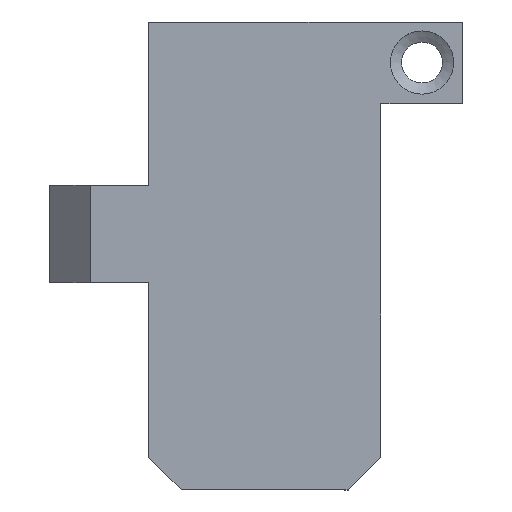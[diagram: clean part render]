
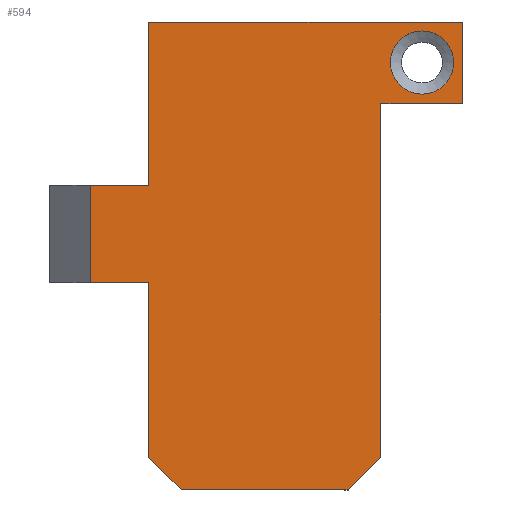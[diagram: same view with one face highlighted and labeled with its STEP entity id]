
A CAD part, top view. The second image highlights one B-rep face of the part: STEP entity #594.
In plain terms, the highlighted planar face has unit normal (0, 0, 1).
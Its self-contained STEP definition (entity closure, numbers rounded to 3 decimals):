
#21=FACE_BOUND('',#71,.T.);
#26=CIRCLE('',#629,0.775);
#38=FACE_OUTER_BOUND('',#70,.T.);
#70=EDGE_LOOP('',(#404,#405,#406,#407,#408,#409,#410,#411,#412,#413,#414,
#415,#416,#417,#418,#419));
#71=EDGE_LOOP('',(#420));
#107=LINE('',#837,#182);
#109=LINE('',#841,#184);
#112=LINE('',#847,#187);
#113=LINE('',#849,#188);
#114=LINE('',#851,#189);
#115=LINE('',#853,#190);
#116=LINE('',#855,#191);
#117=LINE('',#857,#192);
#118=LINE('',#859,#193);
#119=LINE('',#861,#194);
#120=LINE('',#863,#195);
#121=LINE('',#865,#196);
#122=LINE('',#867,#197);
#123=LINE('',#869,#198);
#124=LINE('',#871,#199);
#125=LINE('',#872,#200);
#182=VECTOR('',#674,10.);
#184=VECTOR('',#678,10.);
#187=VECTOR('',#683,10.);
#188=VECTOR('',#684,10.);
#189=VECTOR('',#685,10.);
#190=VECTOR('',#686,10.);
#191=VECTOR('',#687,10.);
#192=VECTOR('',#688,10.);
#193=VECTOR('',#689,10.);
#194=VECTOR('',#690,10.);
#195=VECTOR('',#691,10.);
#196=VECTOR('',#692,10.);
#197=VECTOR('',#693,10.);
#198=VECTOR('',#694,10.);
#199=VECTOR('',#695,10.);
#200=VECTOR('',#696,10.);
#257=VERTEX_POINT('',#834);
#258=VERTEX_POINT('',#836);
#259=VERTEX_POINT('',#840);
#261=VERTEX_POINT('',#846);
#262=VERTEX_POINT('',#848);
#263=VERTEX_POINT('',#850);
#264=VERTEX_POINT('',#852);
#265=VERTEX_POINT('',#854);
#266=VERTEX_POINT('',#856);
#267=VERTEX_POINT('',#858);
#268=VERTEX_POINT('',#860);
#269=VERTEX_POINT('',#862);
#270=VERTEX_POINT('',#864);
#271=VERTEX_POINT('',#866);
#272=VERTEX_POINT('',#868);
#273=VERTEX_POINT('',#870);
#274=VERTEX_POINT('',#873);
#313=EDGE_CURVE('',#257,#258,#107,.T.);
#315=EDGE_CURVE('',#258,#259,#109,.T.);
#318=EDGE_CURVE('',#261,#257,#112,.T.);
#319=EDGE_CURVE('',#262,#261,#113,.T.);
#320=EDGE_CURVE('',#263,#262,#114,.T.);
#321=EDGE_CURVE('',#264,#263,#115,.T.);
#322=EDGE_CURVE('',#265,#264,#116,.T.);
#323=EDGE_CURVE('',#266,#265,#117,.T.);
#324=EDGE_CURVE('',#267,#266,#118,.T.);
#325=EDGE_CURVE('',#267,#268,#119,.F.);
#326=EDGE_CURVE('',#268,#269,#120,.F.);
#327=EDGE_CURVE('',#269,#270,#121,.F.);
#328=EDGE_CURVE('',#271,#270,#122,.T.);
#329=EDGE_CURVE('',#271,#272,#123,.F.);
#330=EDGE_CURVE('',#273,#272,#124,.T.);
#331=EDGE_CURVE('',#259,#273,#125,.T.);
#332=EDGE_CURVE('',#274,#274,#26,.T.);
#404=ORIENTED_EDGE('',*,*,#313,.F.);
#405=ORIENTED_EDGE('',*,*,#318,.F.);
#406=ORIENTED_EDGE('',*,*,#319,.F.);
#407=ORIENTED_EDGE('',*,*,#320,.F.);
#408=ORIENTED_EDGE('',*,*,#321,.F.);
#409=ORIENTED_EDGE('',*,*,#322,.F.);
#410=ORIENTED_EDGE('',*,*,#323,.F.);
#411=ORIENTED_EDGE('',*,*,#324,.F.);
#412=ORIENTED_EDGE('',*,*,#325,.T.);
#413=ORIENTED_EDGE('',*,*,#326,.T.);
#414=ORIENTED_EDGE('',*,*,#327,.T.);
#415=ORIENTED_EDGE('',*,*,#328,.F.);
#416=ORIENTED_EDGE('',*,*,#329,.T.);
#417=ORIENTED_EDGE('',*,*,#330,.F.);
#418=ORIENTED_EDGE('',*,*,#331,.F.);
#419=ORIENTED_EDGE('',*,*,#315,.F.);
#420=ORIENTED_EDGE('',*,*,#332,.T.);
#568=PLANE('',#628);
#594=ADVANCED_FACE('',(#38,#21),#568,.F.);
#628=AXIS2_PLACEMENT_3D('',#845,#681,#682);
#629=AXIS2_PLACEMENT_3D('',#874,#697,#698);
#674=DIRECTION('',(-0.707,0.707,0.));
#678=DIRECTION('',(0.,1.,0.));
#681=DIRECTION('center_axis',(0.,0.,-1.));
#682=DIRECTION('ref_axis',(-1.,0.,0.));
#683=DIRECTION('',(-1.,0.,0.));
#684=DIRECTION('',(0.,-1.,0.));
#685=DIRECTION('',(-1.,0.,0.));
#686=DIRECTION('',(0.,1.,0.));
#687=DIRECTION('',(-1.,0.,0.));
#688=DIRECTION('',(-0.707,-0.707,0.));
#689=DIRECTION('',(0.,-1.,0.));
#690=DIRECTION('',(-1.,0.,0.));
#691=DIRECTION('',(0.,-1.,0.));
#692=DIRECTION('',(1.,0.,0.));
#693=DIRECTION('',(0.,1.,0.));
#694=DIRECTION('',(1.,0.,0.));
#695=DIRECTION('',(0.,1.,0.));
#696=DIRECTION('',(-1.,0.,0.));
#697=DIRECTION('center_axis',(0.,0.,-1.));
#698=DIRECTION('ref_axis',(1.,0.,0.));
#834=CARTESIAN_POINT('',(-2.263,2.522,4.009));
#836=CARTESIAN_POINT('',(-3.063,3.322,4.009));
#837=CARTESIAN_POINT('',(-2.157,2.416,4.009));
#840=CARTESIAN_POINT('',(-3.063,7.609,4.009));
#841=CARTESIAN_POINT('',(-3.063,12.5,4.009));
#845=CARTESIAN_POINT('Origin',(1.437,5.,4.009));
#846=CARTESIAN_POINT('',(-2.154,2.522,4.009));
#847=CARTESIAN_POINT('',(-1.016,2.522,4.009));
#848=CARTESIAN_POINT('',(-2.154,2.522,4.009));
#849=CARTESIAN_POINT('',(-2.154,4.739,4.009));
#850=CARTESIAN_POINT('',(1.747,2.522,4.009));
#851=CARTESIAN_POINT('',(-0.777,2.522,4.009));
#852=CARTESIAN_POINT('',(1.747,2.522,4.009));
#853=CARTESIAN_POINT('',(1.747,4.761,4.009));
#854=CARTESIAN_POINT('',(1.838,2.522,4.009));
#855=CARTESIAN_POINT('',(2.484,2.522,4.009));
#856=CARTESIAN_POINT('',(2.638,3.322,4.009));
#857=CARTESIAN_POINT('',(2.558,3.241,4.009));
#858=CARTESIAN_POINT('',(2.638,12.,4.009));
#859=CARTESIAN_POINT('',(2.638,3.5,4.009));
#860=CARTESIAN_POINT('',(4.637,12.,4.009));
#861=CARTESIAN_POINT('',(2.259,12.,4.009));
#862=CARTESIAN_POINT('',(4.637,14.,4.009));
#863=CARTESIAN_POINT('',(4.637,15.,4.009));
#864=CARTESIAN_POINT('',(-3.063,14.,4.009));
#865=CARTESIAN_POINT('',(-3.027,14.,4.009));
#866=CARTESIAN_POINT('',(-3.063,9.991,4.009));
#867=CARTESIAN_POINT('',(-3.063,12.5,4.009));
#868=CARTESIAN_POINT('',(-4.491,9.991,4.009));
#869=CARTESIAN_POINT('',(-1.027,9.991,4.009));
#870=CARTESIAN_POINT('',(-4.491,7.609,4.009));
#871=CARTESIAN_POINT('',(-4.491,14.883,4.009));
#872=CARTESIAN_POINT('',(-1.027,7.609,4.009));
#873=CARTESIAN_POINT('',(2.872,13.006,4.009));
#874=CARTESIAN_POINT('Origin',(3.647,13.006,4.009));
